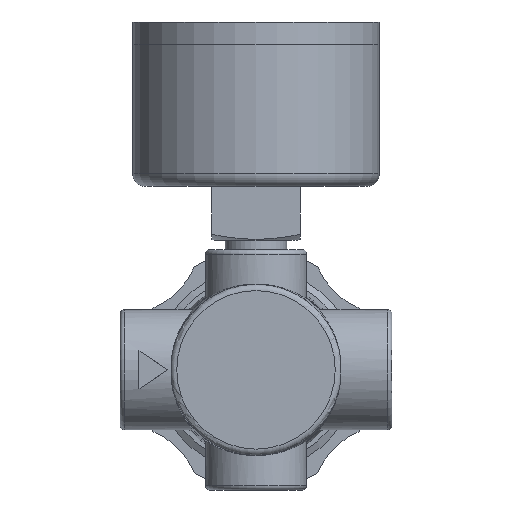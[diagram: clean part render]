
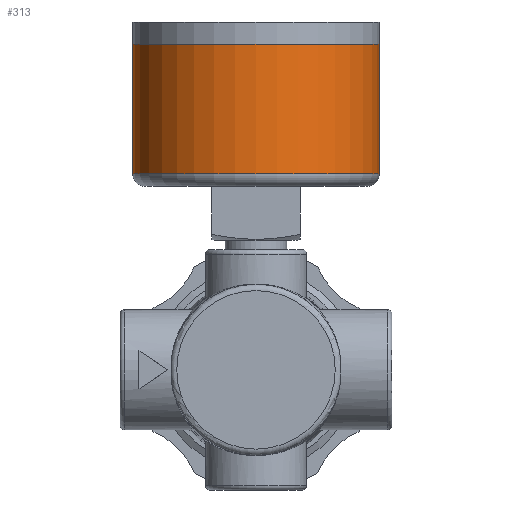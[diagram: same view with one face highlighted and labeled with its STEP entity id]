
A CAD part, front view. The second image highlights one B-rep face of the part: STEP entity #313.
In plain terms, the highlighted cylindrical face has radius 19.5 mm (diameter 39 mm), a full revolution.
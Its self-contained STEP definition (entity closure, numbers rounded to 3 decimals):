
#313 = ADVANCED_FACE( '', ( #669, #670 ), #671, .T. );
#669 = FACE_OUTER_BOUND( '', #1036, .T. );
#670 = FACE_OUTER_BOUND( '', #1037, .T. );
#671 = CYLINDRICAL_SURFACE( '', #1038, 19.5 );
#1036 = EDGE_LOOP( '', ( #2097 ) );
#1037 = EDGE_LOOP( '', ( #2098 ) );
#1038 = AXIS2_PLACEMENT_3D( '', #2099, #2100, #2101 );
#2097 = ORIENTED_EDGE( '', *, *, #2474, .F. );
#2098 = ORIENTED_EDGE( '', *, *, #2473, .T. );
#2099 = CARTESIAN_POINT( '', ( 0., 0., 15.5 ) );
#2100 = DIRECTION( '', ( 0., 0., 1. ) );
#2101 = DIRECTION( '', ( -1., 0., 0. ) );
#2473 = EDGE_CURVE( '', #3018, #3018, #3019, .T. );
#2474 = EDGE_CURVE( '', #3020, #3020, #3021, .T. );
#3018 = VERTEX_POINT( '', #4375 );
#3019 = CIRCLE( '', #4376, 19.5 );
#3020 = VERTEX_POINT( '', #4377 );
#3021 = CIRCLE( '', #4378, 19.5 );
#4375 = CARTESIAN_POINT( '', ( -19.5, 0., 37.98 ) );
#4376 = AXIS2_PLACEMENT_3D( '', #5011, #5012, #5013 );
#4377 = CARTESIAN_POINT( '', ( -19.5, 0., 17.5 ) );
#4378 = AXIS2_PLACEMENT_3D( '', #5014, #5015, #5016 );
#5011 = CARTESIAN_POINT( '', ( 0., 0., 37.98 ) );
#5012 = DIRECTION( '', ( 0., 0., -1. ) );
#5013 = DIRECTION( '', ( -1., 0., 0. ) );
#5014 = CARTESIAN_POINT( '', ( 0., 0., 17.5 ) );
#5015 = DIRECTION( '', ( 0., 0., -1. ) );
#5016 = DIRECTION( '', ( -1., 0., 0. ) );
